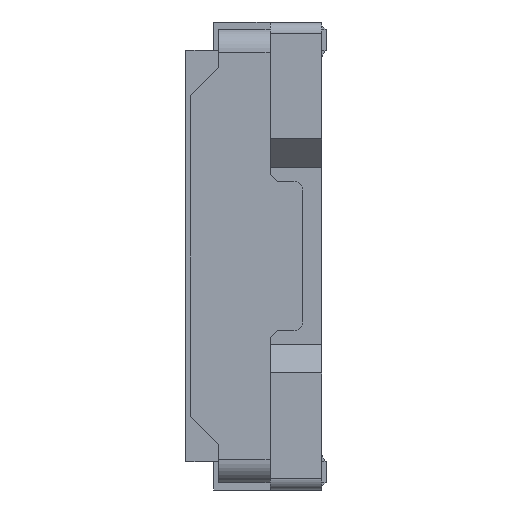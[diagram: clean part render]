
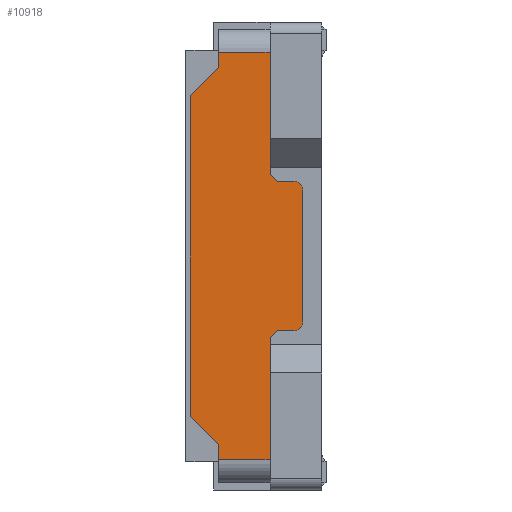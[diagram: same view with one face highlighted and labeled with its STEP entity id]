
A CAD part, left-side view. The second image highlights one B-rep face of the part: STEP entity #10918.
In plain terms, the highlighted planar face has unit normal (-1, 0, 0).
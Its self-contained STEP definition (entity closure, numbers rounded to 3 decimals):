
#2202=DIRECTION('',(0.,-1.,0.));
#2203=VECTOR('',#2202,0.22);
#2204=CARTESIAN_POINT('',(-4.02,0.44,0.87));
#2205=LINE('',#2204,#2203);
#2206=DIRECTION('',(0.,0.,-1.));
#2207=VECTOR('',#2206,0.4);
#2208=CARTESIAN_POINT('',(-4.02,0.22,0.87));
#2209=LINE('',#2208,#2207);
#2210=DIRECTION('',(0.,0.,-1.));
#2211=VECTOR('',#2210,0.12);
#2212=CARTESIAN_POINT('',(-4.02,0.22,0.47));
#2213=LINE('',#2212,#2211);
#2214=DIRECTION('',(0.,-0.707,-0.707));
#2215=VECTOR('',#2214,0.042);
#2216=CARTESIAN_POINT('',(-4.02,0.22,0.35));
#2217=LINE('',#2216,#2215);
#2218=DIRECTION('',(0.,-1.,0.));
#2219=VECTOR('',#2218,0.07);
#2220=CARTESIAN_POINT('',(-4.02,0.19,0.32));
#2221=LINE('',#2220,#2219);
#2222=CARTESIAN_POINT('',(-4.02,0.12,0.28));
#2223=DIRECTION('',(1.,0.,0.));
#2224=DIRECTION('',(0.,0.,1.));
#2225=AXIS2_PLACEMENT_3D('',#2222,#2223,#2224);
#2227=DIRECTION('',(0.,0.,-1.));
#2228=VECTOR('',#2227,0.56);
#2229=CARTESIAN_POINT('',(-4.02,0.08,0.28));
#2230=LINE('',#2229,#2228);
#2231=CARTESIAN_POINT('',(-4.02,0.12,-0.28));
#2232=DIRECTION('',(1.,0.,0.));
#2233=DIRECTION('',(0.,-1.,0.));
#2234=AXIS2_PLACEMENT_3D('',#2231,#2232,#2233);
#2236=DIRECTION('',(0.,1.,0.));
#2237=VECTOR('',#2236,0.07);
#2238=CARTESIAN_POINT('',(-4.02,0.12,-0.32));
#2239=LINE('',#2238,#2237);
#2240=DIRECTION('',(0.,0.707,-0.707));
#2241=VECTOR('',#2240,0.042);
#2242=CARTESIAN_POINT('',(-4.02,0.19,-0.32));
#2243=LINE('',#2242,#2241);
#2244=DIRECTION('',(0.,0.,-1.));
#2245=VECTOR('',#2244,0.12);
#2246=CARTESIAN_POINT('',(-4.02,0.22,-0.35));
#2247=LINE('',#2246,#2245);
#2248=DIRECTION('',(0.,0.,-1.));
#2249=VECTOR('',#2248,0.4);
#2250=CARTESIAN_POINT('',(-4.02,0.22,-0.47));
#2251=LINE('',#2250,#2249);
#2252=DIRECTION('',(0.,1.,0.));
#2253=VECTOR('',#2252,0.22);
#2254=CARTESIAN_POINT('',(-4.02,0.22,-0.87));
#2255=LINE('',#2254,#2253);
#2256=DIRECTION('',(0.,0.707,0.707));
#2257=VECTOR('',#2256,0.17);
#2258=CARTESIAN_POINT('',(-4.02,0.44,-0.805));
#2259=LINE('',#2258,#2257);
#2260=DIRECTION('',(0.,0.,1.));
#2261=VECTOR('',#2260,1.37);
#2262=CARTESIAN_POINT('',(-4.02,0.56,-0.685));
#2263=LINE('',#2262,#2261);
#2264=DIRECTION('',(0.,-0.707,0.707));
#2265=VECTOR('',#2264,0.17);
#2266=CARTESIAN_POINT('',(-4.02,0.56,0.685));
#2267=LINE('',#2266,#2265);
#2443=DIRECTION('',(0.,0.,-1.));
#2444=VECTOR('',#2443,0.065);
#2445=CARTESIAN_POINT('',(-4.02,0.44,-0.805));
#2446=LINE('',#2445,#2444);
#5697=DIRECTION('',(0.,0.,-1.));
#5698=VECTOR('',#5697,0.065);
#5699=CARTESIAN_POINT('',(-4.02,0.44,0.87));
#5700=LINE('',#5699,#5698);
#5966=CARTESIAN_POINT('',(-4.02,0.22,0.87));
#5968=VERTEX_POINT('',#5966);
#7521=CARTESIAN_POINT('',(-4.02,0.22,0.35));
#7522=CARTESIAN_POINT('',(-4.02,0.19,0.32));
#7523=VERTEX_POINT('',#7521);
#7524=VERTEX_POINT('',#7522);
#7525=CARTESIAN_POINT('',(-4.02,0.12,0.32));
#7526=VERTEX_POINT('',#7525);
#7527=CARTESIAN_POINT('',(-4.02,0.08,0.28));
#7528=VERTEX_POINT('',#7527);
#7529=CARTESIAN_POINT('',(-4.02,0.08,-0.28));
#7530=VERTEX_POINT('',#7529);
#7531=CARTESIAN_POINT('',(-4.02,0.12,-0.32));
#7532=VERTEX_POINT('',#7531);
#7533=CARTESIAN_POINT('',(-4.02,0.19,-0.32));
#7534=VERTEX_POINT('',#7533);
#7535=CARTESIAN_POINT('',(-4.02,0.22,-0.35));
#7536=VERTEX_POINT('',#7535);
#7537=CARTESIAN_POINT('',(-4.02,0.44,-0.805));
#7538=CARTESIAN_POINT('',(-4.02,0.56,-0.685));
#7539=VERTEX_POINT('',#7537);
#7540=VERTEX_POINT('',#7538);
#7541=CARTESIAN_POINT('',(-4.02,0.56,0.685));
#7542=VERTEX_POINT('',#7541);
#7543=CARTESIAN_POINT('',(-4.02,0.44,0.805));
#7544=VERTEX_POINT('',#7543);
#7567=CARTESIAN_POINT('',(-4.02,0.22,0.47));
#7568=VERTEX_POINT('',#7567);
#7569=CARTESIAN_POINT('',(-4.02,0.22,-0.47));
#7570=VERTEX_POINT('',#7569);
#7685=CARTESIAN_POINT('',(-4.02,0.44,0.87));
#7686=VERTEX_POINT('',#7685);
#7702=CARTESIAN_POINT('',(-4.02,0.44,-0.87));
#7704=VERTEX_POINT('',#7702);
#7705=CARTESIAN_POINT('',(-4.02,0.22,-0.87));
#7706=VERTEX_POINT('',#7705);
#10878=CARTESIAN_POINT('',(-4.02,0.44,0.88));
#10879=DIRECTION('',(-1.,0.,0.));
#10880=DIRECTION('',(0.,-1.,0.));
#10881=AXIS2_PLACEMENT_3D('',#10878,#10879,#10880);
#10882=PLANE('',#10881);
#10883=ORIENTED_EDGE('',*,*,#10870,.T.);
#10884=ORIENTED_EDGE('',*,*,#10784,.T.);
#10886=ORIENTED_EDGE('',*,*,#10885,.T.);
#10888=ORIENTED_EDGE('',*,*,#10887,.T.);
#10890=ORIENTED_EDGE('',*,*,#10889,.T.);
#10892=ORIENTED_EDGE('',*,*,#10891,.T.);
#10894=ORIENTED_EDGE('',*,*,#10893,.T.);
#10896=ORIENTED_EDGE('',*,*,#10895,.T.);
#10898=ORIENTED_EDGE('',*,*,#10897,.T.);
#10900=ORIENTED_EDGE('',*,*,#10899,.T.);
#10902=ORIENTED_EDGE('',*,*,#10901,.T.);
#10903=ORIENTED_EDGE('',*,*,#10724,.T.);
#10905=ORIENTED_EDGE('',*,*,#10904,.T.);
#10907=ORIENTED_EDGE('',*,*,#10906,.F.);
#10909=ORIENTED_EDGE('',*,*,#10908,.T.);
#10911=ORIENTED_EDGE('',*,*,#10910,.T.);
#10913=ORIENTED_EDGE('',*,*,#10912,.T.);
#10915=ORIENTED_EDGE('',*,*,#10914,.F.);
#10916=EDGE_LOOP('',(#10883,#10884,#10886,#10888,#10890,#10892,#10894,#10896,
#10898,#10900,#10902,#10903,#10905,#10907,#10909,#10911,#10913,#10915));
#10917=FACE_OUTER_BOUND('',#10916,.F.);
#10918=ADVANCED_FACE('',(#10917),#10882,.T.);
#2226=CIRCLE('',#2225,0.04);
#2235=CIRCLE('',#2234,0.04);
#10724=EDGE_CURVE('',#7570,#7706,#2251,.T.);
#10784=EDGE_CURVE('',#5968,#7568,#2209,.T.);
#10870=EDGE_CURVE('',#7686,#5968,#2205,.T.);
#10885=EDGE_CURVE('',#7568,#7523,#2213,.T.);
#10887=EDGE_CURVE('',#7523,#7524,#2217,.T.);
#10889=EDGE_CURVE('',#7524,#7526,#2221,.T.);
#10891=EDGE_CURVE('',#7526,#7528,#2226,.T.);
#10893=EDGE_CURVE('',#7528,#7530,#2230,.T.);
#10895=EDGE_CURVE('',#7530,#7532,#2235,.T.);
#10897=EDGE_CURVE('',#7532,#7534,#2239,.T.);
#10899=EDGE_CURVE('',#7534,#7536,#2243,.T.);
#10901=EDGE_CURVE('',#7536,#7570,#2247,.T.);
#10904=EDGE_CURVE('',#7706,#7704,#2255,.T.);
#10906=EDGE_CURVE('',#7539,#7704,#2446,.T.);
#10908=EDGE_CURVE('',#7539,#7540,#2259,.T.);
#10910=EDGE_CURVE('',#7540,#7542,#2263,.T.);
#10912=EDGE_CURVE('',#7542,#7544,#2267,.T.);
#10914=EDGE_CURVE('',#7686,#7544,#5700,.T.);
